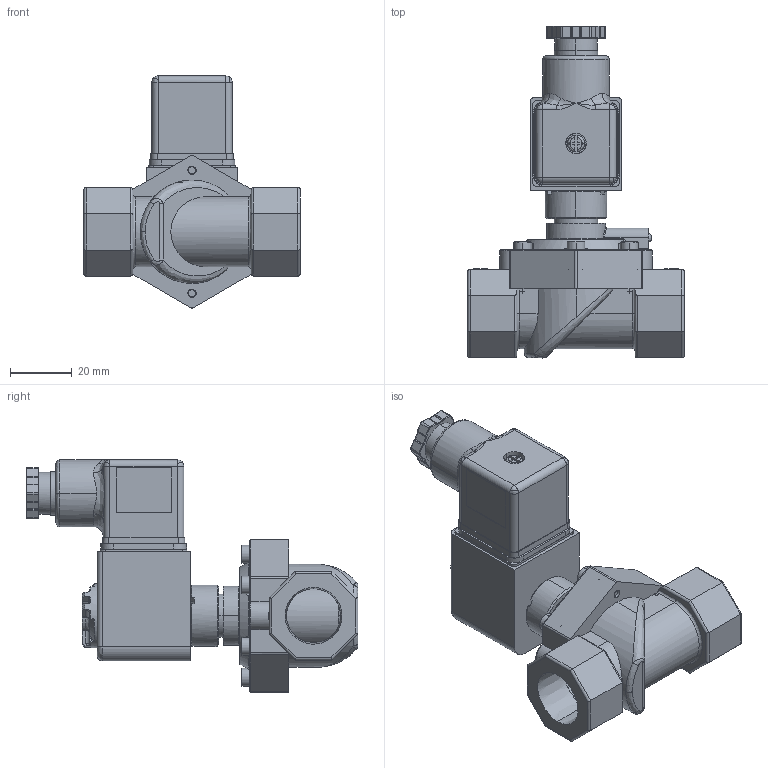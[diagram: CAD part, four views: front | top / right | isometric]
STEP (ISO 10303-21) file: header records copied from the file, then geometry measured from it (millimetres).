
FILE_DESCRIPTION (( 'STEP AP203' ), '1' );
FILE_NAME ('3516-6Q001-BAD3C-A.step', '2023-01-26T20:45:00', ( '' ), ( '' ), 'SwSTEP 2.0', 'SolidWorks 2021', '' );
FILE_SCHEMA (( 'CONFIG_CONTROL_DESIGN' ));
Products named in the file (1): 3516-6Q001-BAD3C-A
Bounding box: 69.85 x 107 x 74.88 mm (x, y, z)
Volume: 82266.1 mm3; surface area: 41660.8 mm2
Topology: 1 solids, 1 shells, 1634 faces, 4588 edges, 2973 vertices
Faces by surface type: cylinder 812, plane 410, bspline 251, cone 153, torus 8
Entity records: 99044 total; most frequent: CARTESIAN_POINT 62126, ORIENTED_EDGE 9046, DIRECTION 5617, EDGE_CURVE 4523, VERTEX_POINT 2973, B_SPLINE_CURVE_WITH_KNOTS 2214, AXIS2_PLACEMENT_3D 1980, EDGE_LOOP 1750
